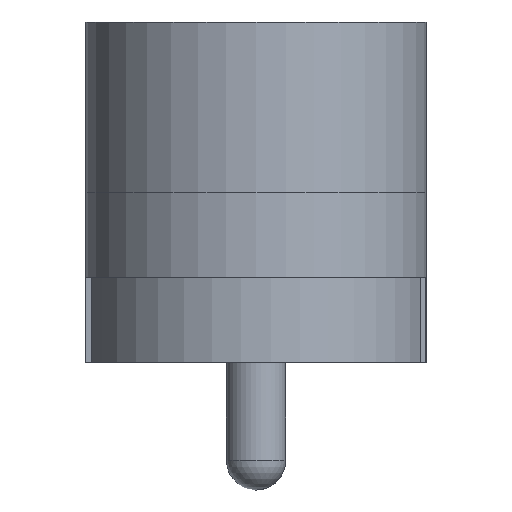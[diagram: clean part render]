
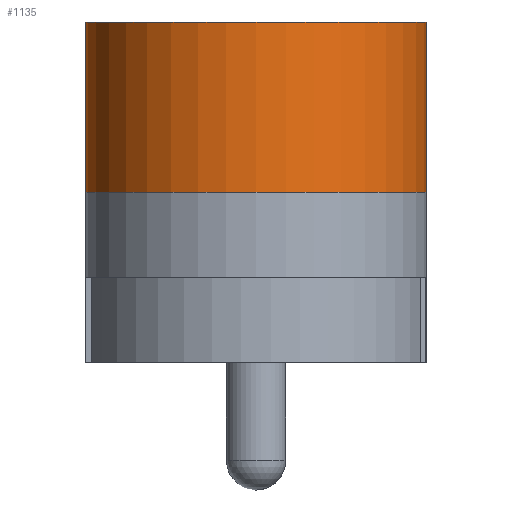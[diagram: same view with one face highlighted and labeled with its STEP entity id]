
A CAD part, left-side view. The second image highlights one B-rep face of the part: STEP entity #1135.
In plain terms, the highlighted cylindrical face has radius 2 mm (diameter 4 mm), a partial arc.
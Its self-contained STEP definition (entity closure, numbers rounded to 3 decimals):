
#137=CIRCLE('',#1310,2.);
#138=CIRCLE('',#1311,2.);
#181=CYLINDRICAL_SURFACE('',#1309,2.);
#221=FACE_OUTER_BOUND('',#298,.T.);
#298=EDGE_LOOP('',(#876,#877,#878,#879));
#410=LINE('',#1890,#487);
#411=LINE('',#1893,#488);
#487=VECTOR('',#1532,10.);
#488=VECTOR('',#1535,10.);
#565=VERTEX_POINT('',#1886);
#566=VERTEX_POINT('',#1887);
#567=VERTEX_POINT('',#1889);
#568=VERTEX_POINT('',#1891);
#688=EDGE_CURVE('',#565,#566,#137,.T.);
#689=EDGE_CURVE('',#565,#567,#410,.T.);
#690=EDGE_CURVE('',#568,#567,#138,.T.);
#691=EDGE_CURVE('',#566,#568,#411,.T.);
#876=ORIENTED_EDGE('',*,*,#688,.F.);
#877=ORIENTED_EDGE('',*,*,#689,.T.);
#878=ORIENTED_EDGE('',*,*,#690,.F.);
#879=ORIENTED_EDGE('',*,*,#691,.F.);
#1135=ADVANCED_FACE('',(#221),#181,.T.);
#1309=AXIS2_PLACEMENT_3D('',#1885,#1528,#1529);
#1310=AXIS2_PLACEMENT_3D('',#1888,#1530,#1531);
#1311=AXIS2_PLACEMENT_3D('',#1892,#1533,#1534);
#1528=DIRECTION('center_axis',(0.,1.,0.));
#1529=DIRECTION('ref_axis',(0.,0.,-1.));
#1530=DIRECTION('center_axis',(0.,-1.,0.));
#1531=DIRECTION('ref_axis',(0.,0.,-1.));
#1532=DIRECTION('',(0.,1.,0.));
#1533=DIRECTION('center_axis',(0.,1.,0.));
#1534=DIRECTION('ref_axis',(0.,0.,-1.));
#1535=DIRECTION('',(0.,1.,0.));
#1885=CARTESIAN_POINT('Origin',(3.45,0.,-2.));
#1886=CARTESIAN_POINT('',(3.45,1.,0.));
#1887=CARTESIAN_POINT('',(3.45,1.,-4.));
#1888=CARTESIAN_POINT('Origin',(3.45,1.,-2.));
#1889=CARTESIAN_POINT('',(3.45,3.,0.));
#1890=CARTESIAN_POINT('',(3.45,0.,0.));
#1891=CARTESIAN_POINT('',(3.45,3.,-4.));
#1892=CARTESIAN_POINT('Origin',(3.45,3.,-2.));
#1893=CARTESIAN_POINT('',(3.45,0.,-4.));
